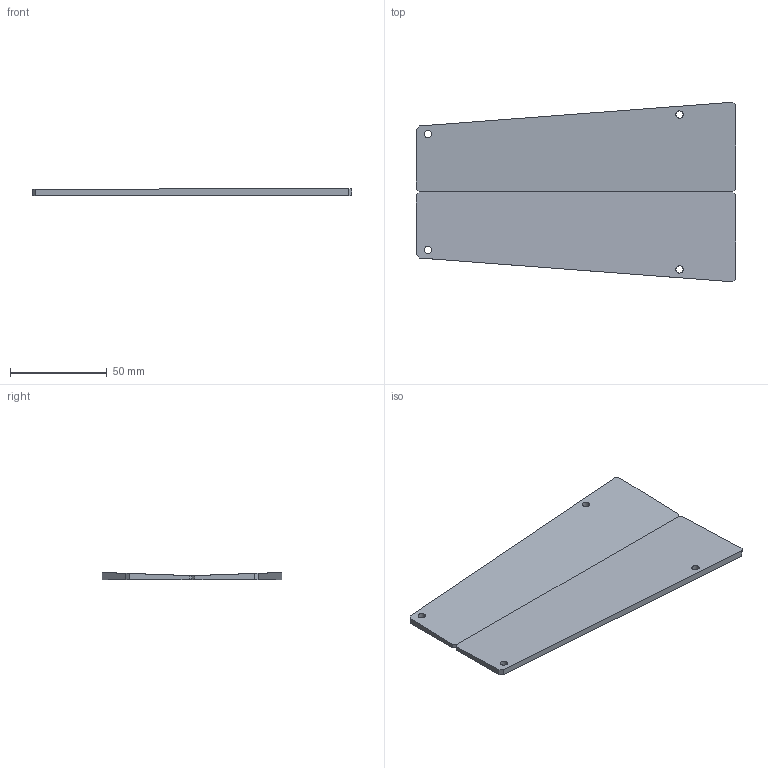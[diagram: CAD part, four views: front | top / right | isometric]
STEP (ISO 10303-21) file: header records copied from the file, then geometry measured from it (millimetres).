
FILE_DESCRIPTION (( 'STEP AP203' ), '1' );
FILE_NAME ('Capot inferieur_plexi_Défaut_sldprt.STEP', '2017-12-12T20:31:54', ( '' ), ( '' ), 'SwSTEP 2.0', 'SolidWorks 2016', '' );
FILE_SCHEMA (( 'CONFIG_CONTROL_DESIGN' ));
Length unit declared in the file: millimetre
Products named in the file (1): Capot inferieur_plexi_Défaut_sldprt
Bounding box: 165 x 92.79 x 3.62 mm (x, y, z)
Volume: 35804.2 mm3; surface area: 28176 mm2
Topology: 1 solids, 1 shells, 25 faces, 67 edges, 44 vertices
Faces by surface type: plane 17, cylinder 8
Entity records: 866 total; most frequent: CARTESIAN_POINT 161, ORIENTED_EDGE 134, DIRECTION 119, EDGE_CURVE 67, VECTOR 51, LINE 51, VERTEX_POINT 44, AXIS2_PLACEMENT_3D 34
